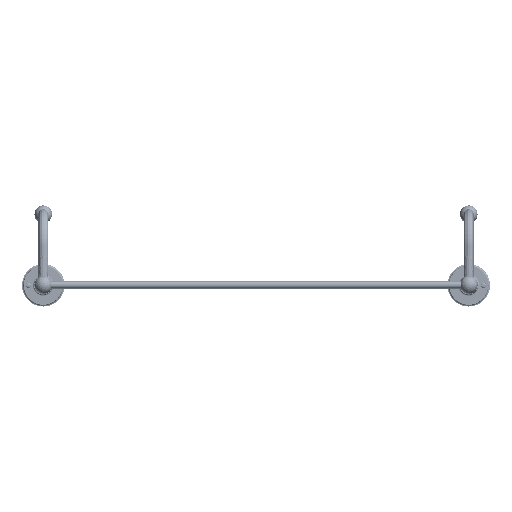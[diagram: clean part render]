
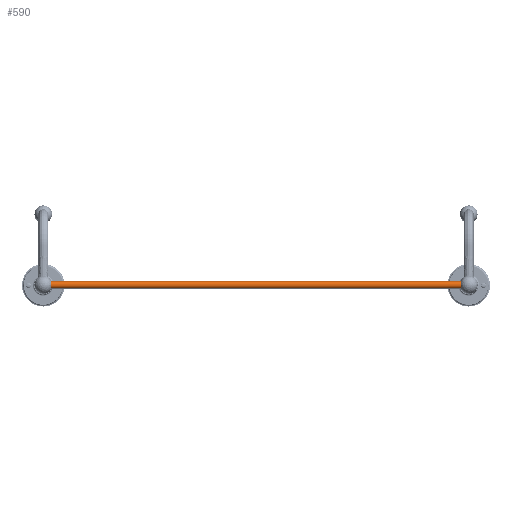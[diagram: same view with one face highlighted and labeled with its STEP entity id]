
A CAD part, top view. The second image highlights one B-rep face of the part: STEP entity #590.
In plain terms, the highlighted cylindrical face has radius 5 mm (diameter 10 mm), a partial arc.
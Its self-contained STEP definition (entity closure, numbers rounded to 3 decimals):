
#478=CARTESIAN_POINT('',(0.,-292.5,0.));
#479=DIRECTION('',(0.,1.,0.));
#480=DIRECTION('',(-1.,0.,0.));
#481=AXIS2_PLACEMENT_3D('',#478,#479,#480);
#493=DIRECTION('',(0.,1.,0.));
#494=VECTOR('',#493,585.);
#495=CARTESIAN_POINT('',(5.,-292.5,0.));
#496=LINE('',#495,#494);
#497=DIRECTION('',(0.,1.,0.));
#498=VECTOR('',#497,585.);
#499=CARTESIAN_POINT('',(-5.,-292.5,0.));
#500=LINE('',#499,#498);
#506=CARTESIAN_POINT('',(0.,292.5,0.));
#507=DIRECTION('',(0.,1.,0.));
#508=DIRECTION('',(-1.,0.,0.));
#509=AXIS2_PLACEMENT_3D('',#506,#507,#508);
#529=CARTESIAN_POINT('',(5.,-292.5,0.));
#530=CARTESIAN_POINT('',(-5.,-292.5,0.));
#531=VERTEX_POINT('',#529);
#532=VERTEX_POINT('',#530);
#537=CARTESIAN_POINT('',(5.,292.5,0.));
#538=CARTESIAN_POINT('',(-5.,292.5,0.));
#539=VERTEX_POINT('',#537);
#540=VERTEX_POINT('',#538);
#578=CARTESIAN_POINT('',(0.,-292.5,0.));
#579=DIRECTION('',(0.,1.,0.));
#580=DIRECTION('',(1.,0.,0.));
#581=AXIS2_PLACEMENT_3D('',#578,#579,#580);
#582=CYLINDRICAL_SURFACE('',#581,5.);
#583=ORIENTED_EDGE('',*,*,#552,.F.);
#584=ORIENTED_EDGE('',*,*,#573,.T.);
#586=ORIENTED_EDGE('',*,*,#585,.T.);
#587=ORIENTED_EDGE('',*,*,#569,.F.);
#588=EDGE_LOOP('',(#583,#584,#586,#587));
#589=FACE_OUTER_BOUND('',#588,.F.);
#590=ADVANCED_FACE('',(#589),#582,.T.);
#482=CIRCLE('',#481,5.);
#510=CIRCLE('',#509,5.);
#552=EDGE_CURVE('',#532,#531,#482,.T.);
#569=EDGE_CURVE('',#531,#539,#496,.T.);
#573=EDGE_CURVE('',#532,#540,#500,.T.);
#585=EDGE_CURVE('',#540,#539,#510,.T.);
